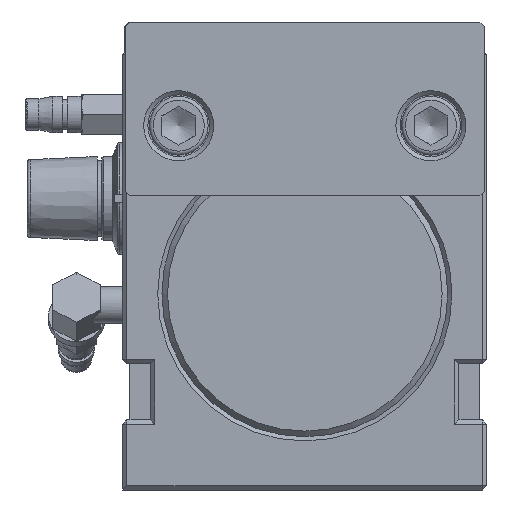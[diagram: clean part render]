
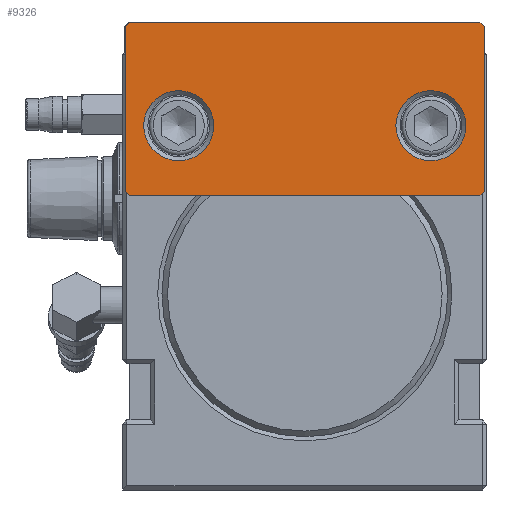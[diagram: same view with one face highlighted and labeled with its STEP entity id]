
A CAD part, front view. The second image highlights one B-rep face of the part: STEP entity #9326.
In plain terms, the highlighted planar face has unit normal (0, -1, 0).
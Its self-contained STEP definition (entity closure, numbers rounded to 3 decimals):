
#501=FACE_BOUND('',#1924,.T.);
#502=FACE_BOUND('',#1925,.T.);
#804=CIRCLE('',#10405,12.5);
#806=CIRCLE('',#10408,12.5);
#1339=FACE_OUTER_BOUND('',#1923,.T.);
#1923=EDGE_LOOP('',(#7940,#7941,#7942,#7943,#7944,#7945,#7946,#7947));
#1924=EDGE_LOOP('',(#7948));
#1925=EDGE_LOOP('',(#7949));
#2737=LINE('',#15818,#3574);
#2743=LINE('',#15830,#3580);
#2749=LINE('',#15842,#3586);
#2756=LINE('',#15856,#3593);
#2762=LINE('',#15866,#3599);
#2763=LINE('',#15868,#3600);
#2765=LINE('',#15878,#3602);
#2766=LINE('',#15879,#3603);
#3574=VECTOR('',#12702,2.121);
#3580=VECTOR('',#12712,2.121);
#3586=VECTOR('',#12722,2.121);
#3593=VECTOR('',#12735,2.121);
#3599=VECTOR('',#12749,59.);
#3600=VECTOR('',#12752,125.);
#3602=VECTOR('',#12764,59.);
#3603=VECTOR('',#12765,125.);
#4400=VERTEX_POINT('',#15816);
#4401=VERTEX_POINT('',#15817);
#4404=VERTEX_POINT('',#15828);
#4405=VERTEX_POINT('',#15829);
#4408=VERTEX_POINT('',#15840);
#4409=VERTEX_POINT('',#15841);
#4412=VERTEX_POINT('',#15854);
#4413=VERTEX_POINT('',#15855);
#4416=VERTEX_POINT('',#15873);
#4417=VERTEX_POINT('',#15880);
#5607=EDGE_CURVE('',#4400,#4401,#2737,.T.);
#5613=EDGE_CURVE('',#4404,#4405,#2743,.T.);
#5619=EDGE_CURVE('',#4408,#4409,#2749,.T.);
#5626=EDGE_CURVE('',#4412,#4413,#2756,.T.);
#5632=EDGE_CURVE('',#4400,#4409,#2762,.T.);
#5633=EDGE_CURVE('',#4408,#4413,#2763,.T.);
#5636=EDGE_CURVE('',#4416,#4416,#804,.T.);
#5638=EDGE_CURVE('',#4412,#4405,#2765,.T.);
#5639=EDGE_CURVE('',#4404,#4401,#2766,.T.);
#5640=EDGE_CURVE('',#4417,#4417,#806,.T.);
#7940=ORIENTED_EDGE('',*,*,#5607,.F.);
#7941=ORIENTED_EDGE('',*,*,#5632,.T.);
#7942=ORIENTED_EDGE('',*,*,#5619,.F.);
#7943=ORIENTED_EDGE('',*,*,#5633,.T.);
#7944=ORIENTED_EDGE('',*,*,#5626,.F.);
#7945=ORIENTED_EDGE('',*,*,#5638,.T.);
#7946=ORIENTED_EDGE('',*,*,#5613,.F.);
#7947=ORIENTED_EDGE('',*,*,#5639,.T.);
#7948=ORIENTED_EDGE('',*,*,#5640,.F.);
#7949=ORIENTED_EDGE('',*,*,#5636,.F.);
#8849=PLANE('',#10407);
#9326=ADVANCED_FACE('',(#1339,#501,#502),#8849,.F.);
#10405=AXIS2_PLACEMENT_3D('',#15875,#12758,#12759);
#10407=AXIS2_PLACEMENT_3D('',#15877,#12762,#12763);
#10408=AXIS2_PLACEMENT_3D('',#15881,#12766,#12767);
#12702=DIRECTION('',(-0.707,0.,-0.707));
#12712=DIRECTION('',(-0.707,0.,0.707));
#12722=DIRECTION('',(0.707,0.,-0.707));
#12735=DIRECTION('',(0.707,0.,0.707));
#12749=DIRECTION('',(0.,0.,1.));
#12752=DIRECTION('',(-1.,0.,0.));
#12758=DIRECTION('center_axis',(0.,-1.,0.));
#12759=DIRECTION('ref_axis',(-1.,0.,0.));
#12762=DIRECTION('center_axis',(0.,1.,0.));
#12763=DIRECTION('ref_axis',(0.,0.,1.));
#12764=DIRECTION('',(0.,0.,-1.));
#12765=DIRECTION('',(1.,0.,0.));
#12766=DIRECTION('center_axis',(0.,-1.,0.));
#12767=DIRECTION('ref_axis',(-1.,0.,0.));
#15816=CARTESIAN_POINT('',(64.,0.,-29.5));
#15817=CARTESIAN_POINT('',(62.5,0.,-31.));
#15818=CARTESIAN_POINT('',(55.,0.,-38.5));
#15828=CARTESIAN_POINT('',(-62.5,0.,-31.));
#15829=CARTESIAN_POINT('',(-64.,0.,-29.5));
#15830=CARTESIAN_POINT('',(-55.,0.,-38.5));
#15840=CARTESIAN_POINT('',(62.5,0.,31.));
#15841=CARTESIAN_POINT('',(64.,0.,29.5));
#15842=CARTESIAN_POINT('',(55.,0.,38.5));
#15854=CARTESIAN_POINT('',(-64.,0.,29.5));
#15855=CARTESIAN_POINT('',(-62.5,0.,31.));
#15856=CARTESIAN_POINT('',(-55.,0.,38.5));
#15866=CARTESIAN_POINT('',(64.,0.,-31.));
#15868=CARTESIAN_POINT('',(64.,0.,31.));
#15873=CARTESIAN_POINT('',(57.5,0.,-6.));
#15875=CARTESIAN_POINT('Origin',(45.,0.,-6.));
#15877=CARTESIAN_POINT('Origin',(0.,0.,0.));
#15878=CARTESIAN_POINT('',(-64.,0.,31.));
#15879=CARTESIAN_POINT('',(-64.,0.,-31.));
#15880=CARTESIAN_POINT('',(-32.5,0.,-6.));
#15881=CARTESIAN_POINT('Origin',(-45.,0.,-6.));
